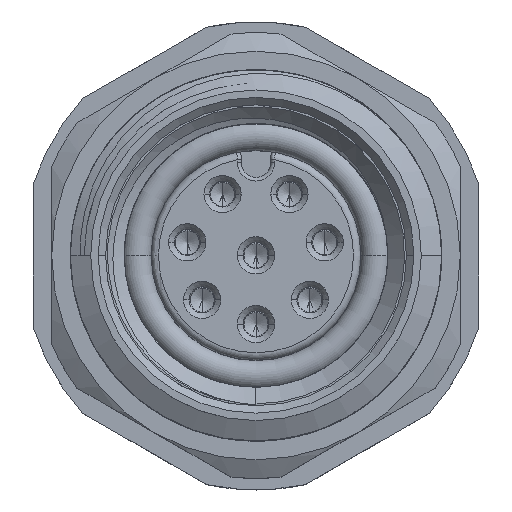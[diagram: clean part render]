
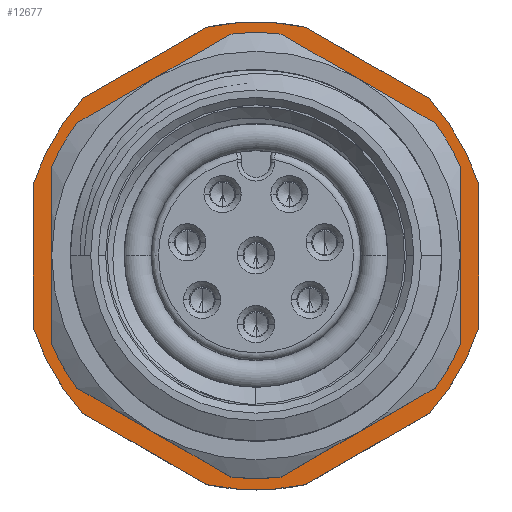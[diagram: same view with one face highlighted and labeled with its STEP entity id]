
A CAD part, top view. The second image highlights one B-rep face of the part: STEP entity #12677.
In plain terms, the highlighted planar face has unit normal (0, 0, 1).
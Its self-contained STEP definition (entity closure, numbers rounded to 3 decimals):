
#6691=CARTESIAN_POINT('',(0.,0.,-3.8));
#6692=DIRECTION('',(0.,0.,-1.));
#6693=DIRECTION('',(-0.212,0.977,0.));
#6694=AXIS2_PLACEMENT_3D('',#6691,#6692,#6693);
#6696=DIRECTION('',(0.866,-0.5,0.));
#6697=VECTOR('',#6696,3.842);
#6698=CARTESIAN_POINT('',(1.336,6.157,-3.8));
#6699=LINE('',#6698,#6697);
#6700=CARTESIAN_POINT('',(0.,0.,-3.8));
#6701=DIRECTION('',(0.,0.,-1.));
#6702=DIRECTION('',(0.74,0.672,0.));
#6703=AXIS2_PLACEMENT_3D('',#6700,#6701,#6702);
#6705=DIRECTION('',(0.,-1.,0.));
#6706=VECTOR('',#6705,3.842);
#6707=CARTESIAN_POINT('',(6.,1.921,-3.8));
#6708=LINE('',#6707,#6706);
#6709=CARTESIAN_POINT('',(0.,0.,-3.8));
#6710=DIRECTION('',(0.,0.,-1.));
#6711=DIRECTION('',(0.952,-0.305,0.));
#6712=AXIS2_PLACEMENT_3D('',#6709,#6710,#6711);
#6714=DIRECTION('',(-0.866,-0.5,0.));
#6715=VECTOR('',#6714,3.842);
#6716=CARTESIAN_POINT('',(4.664,-4.236,-3.8));
#6717=LINE('',#6716,#6715);
#6718=CARTESIAN_POINT('',(0.,0.,-3.8));
#6719=DIRECTION('',(0.,0.,-1.));
#6720=DIRECTION('',(0.212,-0.977,0.));
#6721=AXIS2_PLACEMENT_3D('',#6718,#6719,#6720);
#6723=DIRECTION('',(-0.866,0.5,0.));
#6724=VECTOR('',#6723,3.842);
#6725=CARTESIAN_POINT('',(-1.336,-6.157,-3.8));
#6726=LINE('',#6725,#6724);
#6727=CARTESIAN_POINT('',(0.,0.,-3.8));
#6728=DIRECTION('',(0.,0.,-1.));
#6729=DIRECTION('',(-0.74,-0.672,0.));
#6730=AXIS2_PLACEMENT_3D('',#6727,#6728,#6729);
#6732=DIRECTION('',(0.,1.,0.));
#6733=VECTOR('',#6732,3.842);
#6734=CARTESIAN_POINT('',(-6.,-1.921,-3.8));
#6735=LINE('',#6734,#6733);
#6736=CARTESIAN_POINT('',(0.,0.,-3.8));
#6737=DIRECTION('',(0.,0.,-1.));
#6738=DIRECTION('',(-0.952,0.305,0.));
#6739=AXIS2_PLACEMENT_3D('',#6736,#6737,#6738);
#6741=DIRECTION('',(0.866,0.5,0.));
#6742=VECTOR('',#6741,3.842);
#6743=CARTESIAN_POINT('',(-4.664,4.236,-3.8));
#6744=LINE('',#6743,#6742);
#6745=CARTESIAN_POINT('',(0.,0.,-3.8));
#6746=DIRECTION('',(0.,0.,1.));
#6747=DIRECTION('',(-1.,0.,0.));
#6748=AXIS2_PLACEMENT_3D('',#6745,#6746,#6747);
#6750=CARTESIAN_POINT('',(0.,0.,-3.8));
#6751=DIRECTION('',(0.,0.,1.));
#6752=DIRECTION('',(1.,0.,0.));
#6753=AXIS2_PLACEMENT_3D('',#6750,#6751,#6752);
#10065=CARTESIAN_POINT('',(-1.336,6.157,-3.8));
#10066=CARTESIAN_POINT('',(1.336,6.157,-3.8));
#10067=VERTEX_POINT('',#10065);
#10068=VERTEX_POINT('',#10066);
#10069=CARTESIAN_POINT('',(4.664,4.236,-3.8));
#10070=VERTEX_POINT('',#10069);
#10071=CARTESIAN_POINT('',(6.,1.921,-3.8));
#10072=VERTEX_POINT('',#10071);
#10073=CARTESIAN_POINT('',(6.,-1.921,-3.8));
#10074=VERTEX_POINT('',#10073);
#10075=CARTESIAN_POINT('',(4.664,-4.236,-3.8));
#10076=VERTEX_POINT('',#10075);
#10077=CARTESIAN_POINT('',(1.336,-6.157,-3.8));
#10078=VERTEX_POINT('',#10077);
#10079=CARTESIAN_POINT('',(-1.336,-6.157,-3.8));
#10080=VERTEX_POINT('',#10079);
#10081=CARTESIAN_POINT('',(-4.664,-4.236,-3.8));
#10082=VERTEX_POINT('',#10081);
#10083=CARTESIAN_POINT('',(-6.,-1.921,-3.8));
#10084=VERTEX_POINT('',#10083);
#10085=CARTESIAN_POINT('',(-6.,1.921,-3.8));
#10086=VERTEX_POINT('',#10085);
#10087=CARTESIAN_POINT('',(-4.664,4.236,-3.8));
#10088=VERTEX_POINT('',#10087);
#10115=CARTESIAN_POINT('',(-4.7,0.,-3.8));
#10116=CARTESIAN_POINT('',(4.7,0.,-3.8));
#10117=VERTEX_POINT('',#10115);
#10118=VERTEX_POINT('',#10116);
#12641=CARTESIAN_POINT('',(0.,0.,-3.8));
#12642=DIRECTION('',(0.,0.,-1.));
#12643=DIRECTION('',(-1.,0.,0.));
#12644=AXIS2_PLACEMENT_3D('',#12641,#12642,#12643);
#12645=PLANE('',#12644);
#12647=ORIENTED_EDGE('',*,*,#12646,.T.);
#12649=ORIENTED_EDGE('',*,*,#12648,.T.);
#12651=ORIENTED_EDGE('',*,*,#12650,.T.);
#12653=ORIENTED_EDGE('',*,*,#12652,.T.);
#12655=ORIENTED_EDGE('',*,*,#12654,.T.);
#12657=ORIENTED_EDGE('',*,*,#12656,.T.);
#12659=ORIENTED_EDGE('',*,*,#12658,.T.);
#12661=ORIENTED_EDGE('',*,*,#12660,.T.);
#12663=ORIENTED_EDGE('',*,*,#12662,.T.);
#12665=ORIENTED_EDGE('',*,*,#12664,.T.);
#12667=ORIENTED_EDGE('',*,*,#12666,.T.);
#12669=ORIENTED_EDGE('',*,*,#12668,.T.);
#12670=EDGE_LOOP('',(#12647,#12649,#12651,#12653,#12655,#12657,#12659,#12661,
#12663,#12665,#12667,#12669));
#12671=FACE_OUTER_BOUND('',#12670,.F.);
#12672=ORIENTED_EDGE('',*,*,#12631,.T.);
#12674=ORIENTED_EDGE('',*,*,#12673,.T.);
#12675=EDGE_LOOP('',(#12672,#12674));
#12676=FACE_BOUND('',#12675,.F.);
#6695=CIRCLE('',#6694,6.3);
#6704=CIRCLE('',#6703,6.3);
#6713=CIRCLE('',#6712,6.3);
#6722=CIRCLE('',#6721,6.3);
#6731=CIRCLE('',#6730,6.3);
#6740=CIRCLE('',#6739,6.3);
#6749=CIRCLE('',#6748,4.7);
#6754=CIRCLE('',#6753,4.7);
#12631=EDGE_CURVE('',#10117,#10118,#6749,.T.);
#12646=EDGE_CURVE('',#10067,#10068,#6695,.T.);
#12648=EDGE_CURVE('',#10068,#10070,#6699,.T.);
#12650=EDGE_CURVE('',#10070,#10072,#6704,.T.);
#12652=EDGE_CURVE('',#10072,#10074,#6708,.T.);
#12654=EDGE_CURVE('',#10074,#10076,#6713,.T.);
#12656=EDGE_CURVE('',#10076,#10078,#6717,.T.);
#12658=EDGE_CURVE('',#10078,#10080,#6722,.T.);
#12660=EDGE_CURVE('',#10080,#10082,#6726,.T.);
#12662=EDGE_CURVE('',#10082,#10084,#6731,.T.);
#12664=EDGE_CURVE('',#10084,#10086,#6735,.T.);
#12666=EDGE_CURVE('',#10086,#10088,#6740,.T.);
#12668=EDGE_CURVE('',#10088,#10067,#6744,.T.);
#12673=EDGE_CURVE('',#10118,#10117,#6754,.T.);
#12677=ADVANCED_FACE('',(#12671,#12676),#12645,.F.);
